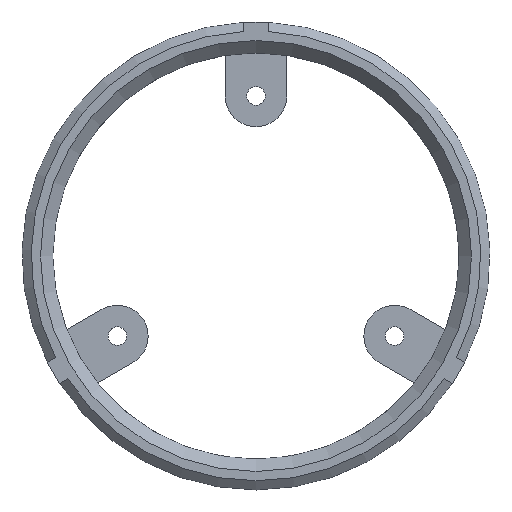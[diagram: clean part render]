
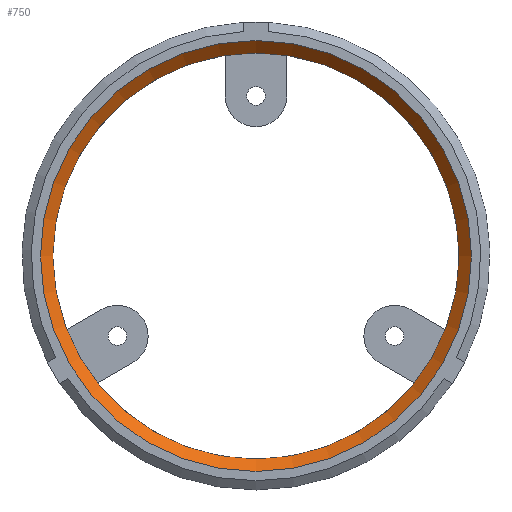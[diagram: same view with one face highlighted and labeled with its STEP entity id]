
A CAD part, top view. The second image highlights one B-rep face of the part: STEP entity #750.
In plain terms, the highlighted conical face has half-angle 45 degrees and reference radius 35 mm.
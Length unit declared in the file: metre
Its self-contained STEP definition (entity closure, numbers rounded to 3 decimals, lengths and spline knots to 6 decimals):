
#50=CONICAL_SURFACE('',#838,0.035,0.785);
#81=CIRCLE('',#827,0.033);
#85=CIRCLE('',#837,0.035);
#244=ORIENTED_EDGE('',*,*,#381,.T.);
#245=ORIENTED_EDGE('',*,*,#400,.F.);
#381=EDGE_CURVE('',#468,#468,#81,.T.);
#400=EDGE_CURVE('',#480,#480,#85,.T.);
#468=VERTEX_POINT('',#1264);
#480=VERTEX_POINT('',#1301);
#643=EDGE_LOOP('',(#244));
#644=EDGE_LOOP('',(#245));
#696=FACE_BOUND('',#643,.T.);
#697=FACE_BOUND('',#644,.T.);
#750=ADVANCED_FACE('',(#696,#697),#50,.F.);
#827=AXIS2_PLACEMENT_3D('',#1263,#997,#998);
#837=AXIS2_PLACEMENT_3D('',#1300,#1032,#1033);
#838=AXIS2_PLACEMENT_3D('',#1302,#1034,#1035);
#997=DIRECTION('',(0.,0.,-1.));
#998=DIRECTION('',(-1.,0.,0.));
#1032=DIRECTION('',(0.,0.,-1.));
#1033=DIRECTION('',(-1.,0.,0.));
#1034=DIRECTION('',(0.,0.,1.));
#1035=DIRECTION('',(1.,0.,0.));
#1263=CARTESIAN_POINT('',(0.,0.,0.003225));
#1264=CARTESIAN_POINT('',(-0.033,0.,0.003225));
#1300=CARTESIAN_POINT('',(0.,0.,0.005225));
#1301=CARTESIAN_POINT('',(-0.035,0.,0.005225));
#1302=CARTESIAN_POINT('',(0.,0.,0.005225));
